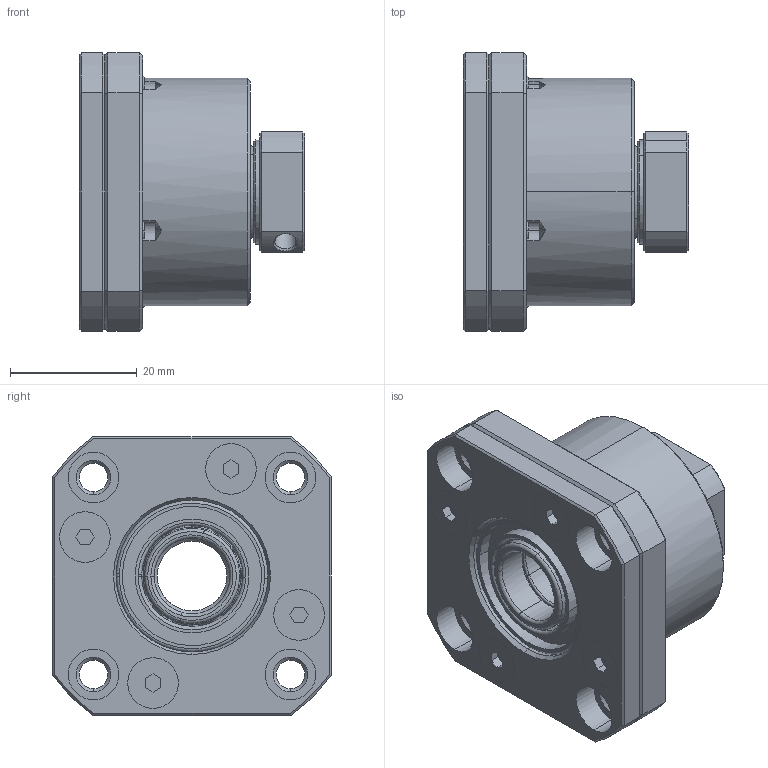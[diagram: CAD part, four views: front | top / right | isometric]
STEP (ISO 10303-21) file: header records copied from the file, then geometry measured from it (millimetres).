
FILE_DESCRIPTION(/* description */ ('Alibre Inc.'),/* implementation_level */ '2;1');
FILE_NAME(/* name */ 'export-93DBDB5D-A880-4D84-BF21-EFE2C4DF911C',/* time_stamp */ '2021-05-11T14:59:39+02:00',/* author */ (''),/* organization */ (''),/* preprocessor_version */ 'ST-DEVELOPER v17',/* originating_system */ 'Alibre',/* authorisation */ '');
FILE_SCHEMA (('AUTOMOTIVE_DESIGN'));
Length unit declared in the file: millimetre
Products named in the file (40): FK12XA
Bounding box: 35.6 x 44 x 44 mm (x, y, z)
Volume: 28399.3 mm3; surface area: 24200.8 mm2
Topology: 39 solids, 39 shells, 525 faces, 1219 edges, 727 vertices
Faces by surface type: torus 138, cylinder 123, cone 108, plane 104, sphere 48, bspline 4
Entity records: 16423 total; most frequent: CARTESIAN_POINT 3637, DIRECTION 2638, ORIENTED_EDGE 2330, AXIS2_PLACEMENT_3D 1268, EDGE_CURVE 1165, VERTEX_POINT 727, CIRCLE 669, EDGE_LOOP 592
